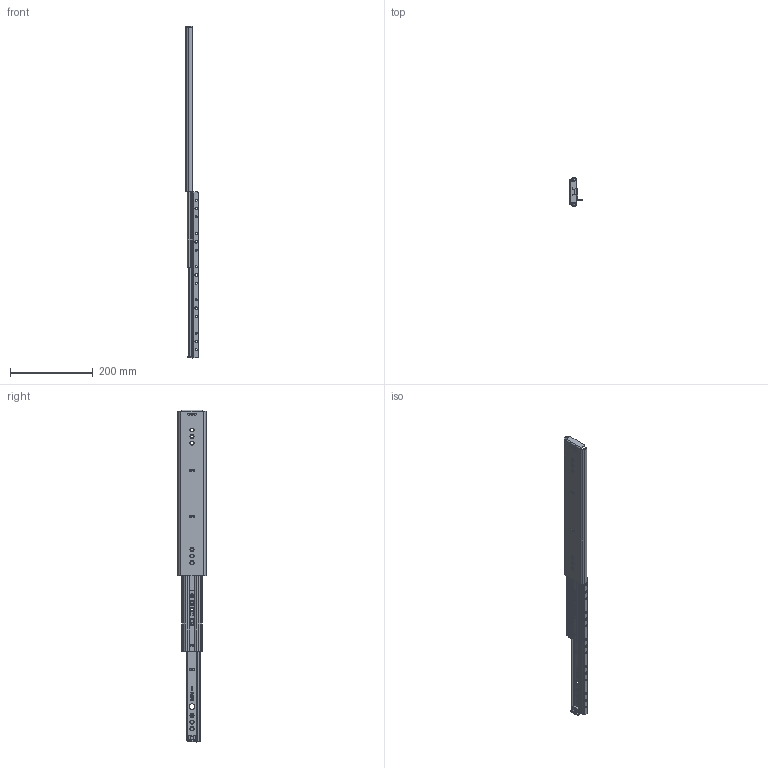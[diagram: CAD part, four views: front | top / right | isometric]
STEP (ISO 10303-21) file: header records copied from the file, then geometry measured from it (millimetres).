
FILE_DESCRIPTION(/* description */ ('Vollauszug Serie 070 400x400 Rechts'),/* implementation_level */ '2;1');
FILE_NAME(/* name */ '07000076002.stp',/* time_stamp */ '2020-07-22T16:53:20+02:00',/* author */ ('Philipp Joos'),/* organization */ (''),/* preprocessor_version */ 'ST-DEVELOPER v18',/* originating_system */ 'Autodesk Inventor 2020',/* authorisation */ '');
FILE_SCHEMA (('AUTOMOTIVE_DESIGN { 1 0 10303 214 3 1 1 }'));
Products named in the file (1): 07000076002
Bounding box: 32.58 x 69.3 x 800 mm (x, y, z)
Volume: 239241.4 mm3; surface area: 282614.5 mm2
Topology: 72 solids, 72 shells, 2898 faces, 8555 edges, 5647 vertices
Faces by surface type: plane 1394, cylinder 1163, sphere 147, cone 92, torus 76, bspline 26
Full cylindrical faces by diameter (mm): 2 x2, 3.5 x2, 4 x1, 4.5 x5, 4.7 x15, 5 x2, 5.1 x2, 5.9 x2, 6 x2, 6.2 x2, 6.5 x7, 7.8 x8, 8 x2, 8.2 x1, 9 x4, 9.6 x4, 14 x3
Entity records: 102887 total; most frequent: CARTESIAN_POINT 20936, ORIENTED_EDGE 16856, DIRECTION 16581, EDGE_CURVE 8428, AXIS2_PLACEMENT_3D 5848, VERTEX_POINT 5647, LINE 4885, VECTOR 4885
